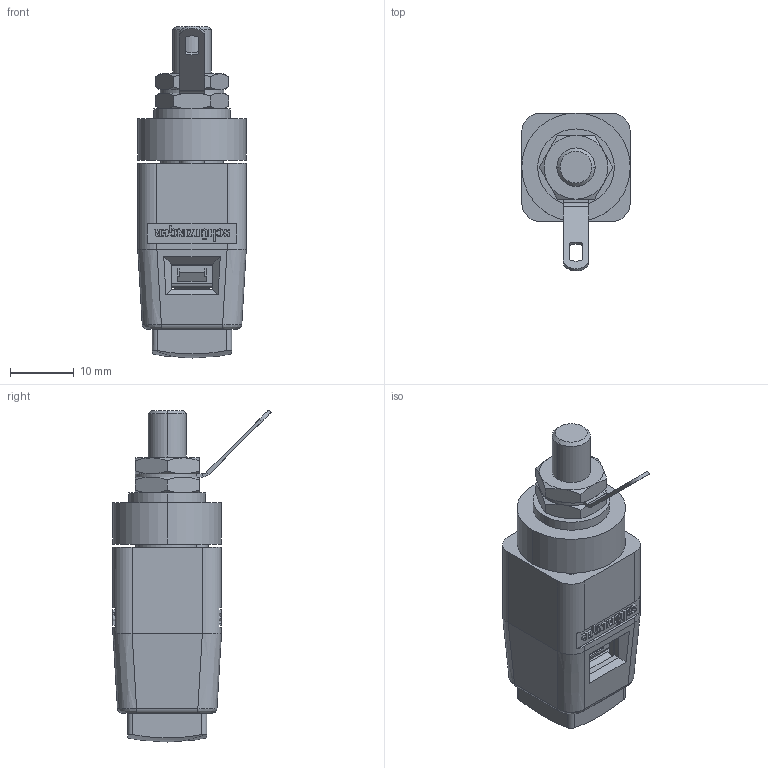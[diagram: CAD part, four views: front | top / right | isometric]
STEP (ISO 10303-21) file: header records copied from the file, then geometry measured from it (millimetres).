
FILE_DESCRIPTION((''),'2;1');
FILE_NAME('KLJHBKJHGVGZTFVJVZG_ASM','2013-10-21T',('tosc'),(''),'PRO/ENGINEER BY PARAMETRIC TECHNOLOGY CORPORATION, 2011490','PRO/ENGINEER BY PARAMETRIC TECHNOLOGY CORPORATION, 2011490','');
FILE_SCHEMA(('CONFIG_CONTROL_DESIGN'));
Products named in the file (6): 1365_GEHAEUSE; 1112_ISOLIERTEIL_2; 1779_U_SCHEIBE; 1169_SECHSKANTMUTTER; 1778_LOETOESE; KLJHBKJHGVGZTFVJVZG_ASM
Assembly tree (6 placements, depth 2):
  KLJHBKJHGVGZTFVJVZG_ASM
    1365_GEHAEUSE
    1112_ISOLIERTEIL_2
    1779_U_SCHEIBE
    1169_SECHSKANTMUTTER  x2
    1778_LOETOESE
Bounding box: 17 x 24.77 x 52 mm (x, y, z)
Surface area: 9159 mm2 (no closed solid volume)
Topology: 0 solids, 11 shells, 782 faces, 2072 edges, 1299 vertices
Faces by surface type: plane 449, cylinder 132, bspline 87, extrusion 72, cone 40, sphere 2
Entity records: 44006 total; most frequent: CARTESIAN_POINT 19910, ORIENTED_EDGE 3952, DIRECTION 3241, PRESENTATION_STYLE_ASSIGNMENT 1989, STYLED_ITEM 1987, CURVE_STYLE 1980, EDGE_CURVE 1980, VECTOR 1365
